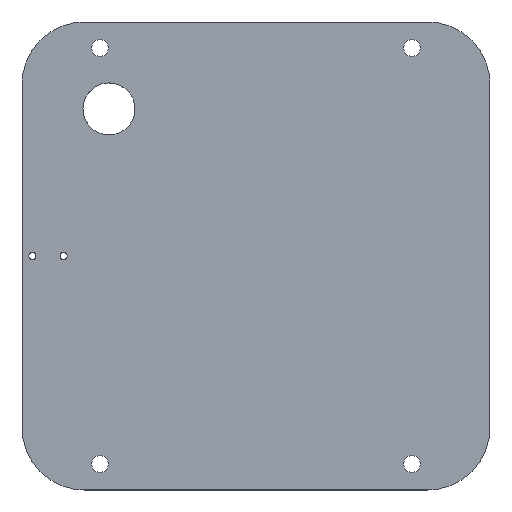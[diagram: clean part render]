
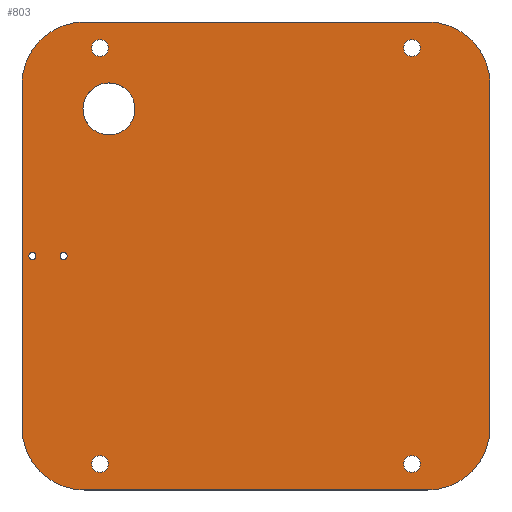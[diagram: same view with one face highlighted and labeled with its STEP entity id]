
A CAD part, top view. The second image highlights one B-rep face of the part: STEP entity #803.
In plain terms, the highlighted planar face has unit normal (0, 0, 1).
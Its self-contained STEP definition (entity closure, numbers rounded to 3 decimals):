
#149=CARTESIAN_POINT('',(-83.211,70.711,12.7));
#150=VERTEX_POINT('',#149);
#151=CARTESIAN_POINT('',(-70.711,70.711,12.7));
#152=DIRECTION('',(0.0,0.0,-1.0));
#153=DIRECTION('',(1.0,0.0,0.0));
#154=AXIS2_PLACEMENT_3D('',#151,#152,#153);
#155=CIRCLE('',#154,12.5);
#156=EDGE_CURVE('',#150,#150,#155,.T.);
#281=CARTESIAN_POINT('',(-90.8,0.,12.7));
#282=VERTEX_POINT('',#281);
#283=CARTESIAN_POINT('',(-92.5,0.,12.7));
#284=DIRECTION('',(0.0,0.0,-1.0));
#285=DIRECTION('',(-1.0,0.0,0.0));
#286=AXIS2_PLACEMENT_3D('',#283,#284,#285);
#287=CIRCLE('',#286,1.7);
#288=EDGE_CURVE('',#282,#282,#287,.T.);
#349=CARTESIAN_POINT('',(-105.8,0.,12.7));
#350=VERTEX_POINT('',#349);
#351=CARTESIAN_POINT('',(-107.5,0.,12.7));
#352=DIRECTION('',(0.0,0.0,-1.0));
#353=DIRECTION('',(-1.0,0.0,0.0));
#354=AXIS2_PLACEMENT_3D('',#351,#352,#353);
#355=CIRCLE('',#354,1.7);
#356=EDGE_CURVE('',#350,#350,#355,.T.);
#369=CARTESIAN_POINT('',(82.5,112.5,12.7));
#370=VERTEX_POINT('',#369);
#371=CARTESIAN_POINT('',(112.5,82.5,12.7));
#372=VERTEX_POINT('',#371);
#373=CARTESIAN_POINT('',(82.5,82.5,12.7));
#374=DIRECTION('',(0.0,0.0,-1.0));
#375=DIRECTION('',(0.707,0.707,0.0));
#376=AXIS2_PLACEMENT_3D('',#373,#374,#375);
#377=CIRCLE('',#376,30.0);
#378=EDGE_CURVE('',#370,#372,#377,.T.);
#529=CARTESIAN_POINT('',(112.5,-82.5,12.7));
#530=VERTEX_POINT('',#529);
#531=CARTESIAN_POINT('',(112.5,-82.5,12.7));
#532=DIRECTION('',(0.0,1.0,0.0));
#533=VECTOR('',#532,165.0);
#534=LINE('',#531,#533);
#535=EDGE_CURVE('',#530,#372,#534,.T.);
#552=CARTESIAN_POINT('',(82.5,-112.5,12.7));
#553=VERTEX_POINT('',#552);
#554=CARTESIAN_POINT('',(82.5,-82.5,12.7));
#555=DIRECTION('',(0.0,0.0,-1.0));
#556=DIRECTION('',(0.707,-0.707,0.0));
#557=AXIS2_PLACEMENT_3D('',#554,#555,#556);
#558=CIRCLE('',#557,30.0);
#559=EDGE_CURVE('',#530,#553,#558,.T.);
#577=CARTESIAN_POINT('',(-112.5,82.5,12.7));
#578=VERTEX_POINT('',#577);
#579=CARTESIAN_POINT('',(-82.5,112.5,12.7));
#580=VERTEX_POINT('',#579);
#581=CARTESIAN_POINT('',(-82.5,82.5,12.7));
#582=DIRECTION('',(0.0,0.0,-1.0));
#583=DIRECTION('',(-0.707,0.707,0.0));
#584=AXIS2_PLACEMENT_3D('',#581,#582,#583);
#585=CIRCLE('',#584,30.0);
#586=EDGE_CURVE('',#578,#580,#585,.T.);
#611=CARTESIAN_POINT('',(-112.5,-82.5,12.7));
#612=VERTEX_POINT('',#611);
#619=CARTESIAN_POINT('',(-112.5,82.5,12.7));
#620=DIRECTION('',(0.0,-1.0,0.0));
#621=VECTOR('',#620,165.0);
#622=LINE('',#619,#621);
#623=EDGE_CURVE('',#578,#612,#622,.T.);
#633=CARTESIAN_POINT('',(-82.5,-112.5,12.7));
#634=VERTEX_POINT('',#633);
#635=CARTESIAN_POINT('',(-82.5,-82.5,12.7));
#636=DIRECTION('',(0.0,0.0,-1.0));
#637=DIRECTION('',(-0.707,-0.707,0.0));
#638=AXIS2_PLACEMENT_3D('',#635,#636,#637);
#639=CIRCLE('',#638,30.0);
#640=EDGE_CURVE('',#634,#612,#639,.T.);
#658=CARTESIAN_POINT('',(79.05,100.0,12.7));
#659=VERTEX_POINT('',#658);
#660=CARTESIAN_POINT('',(75.0,100.0,12.7));
#661=DIRECTION('',(0.0,0.0,-1.0));
#662=DIRECTION('',(-1.0,0.0,0.0));
#663=AXIS2_PLACEMENT_3D('',#660,#661,#662);
#664=CIRCLE('',#663,4.05);
#665=EDGE_CURVE('',#659,#659,#664,.T.);
#678=CARTESIAN_POINT('',(-70.95,100.0,12.7));
#679=VERTEX_POINT('',#678);
#680=CARTESIAN_POINT('',(-75.0,100.0,12.7));
#681=DIRECTION('',(0.0,0.0,-1.0));
#682=DIRECTION('',(-1.0,0.0,0.0));
#683=AXIS2_PLACEMENT_3D('',#680,#681,#682);
#684=CIRCLE('',#683,4.05);
#685=EDGE_CURVE('',#679,#679,#684,.T.);
#698=CARTESIAN_POINT('',(79.05,-100.0,12.7));
#699=VERTEX_POINT('',#698);
#700=CARTESIAN_POINT('',(75.0,-100.0,12.7));
#701=DIRECTION('',(0.0,0.0,-1.0));
#702=DIRECTION('',(-1.0,0.0,0.0));
#703=AXIS2_PLACEMENT_3D('',#700,#701,#702);
#704=CIRCLE('',#703,4.05);
#705=EDGE_CURVE('',#699,#699,#704,.T.);
#718=CARTESIAN_POINT('',(-70.95,-100.0,12.7));
#719=VERTEX_POINT('',#718);
#720=CARTESIAN_POINT('',(-75.0,-100.0,12.7));
#721=DIRECTION('',(0.0,0.0,-1.0));
#722=DIRECTION('',(-1.0,0.0,0.0));
#723=AXIS2_PLACEMENT_3D('',#720,#721,#722);
#724=CIRCLE('',#723,4.05);
#725=EDGE_CURVE('',#719,#719,#724,.T.);
#739=CARTESIAN_POINT('',(-82.5,-112.5,12.7));
#740=DIRECTION('',(1.0,0.0,0.0));
#741=VECTOR('',#740,165.0);
#742=LINE('',#739,#741);
#743=EDGE_CURVE('',#634,#553,#742,.T.);
#758=CARTESIAN_POINT('',(82.5,112.5,12.7));
#759=DIRECTION('',(-1.0,0.0,0.0));
#760=VECTOR('',#759,165.0);
#761=LINE('',#758,#760);
#762=EDGE_CURVE('',#370,#580,#761,.T.);
#767=CARTESIAN_POINT('',(0.0,0.0,12.7));
#768=DIRECTION('',(0.0,0.0,1.0));
#769=DIRECTION('',(1.0,0.0,0.0));
#770=AXIS2_PLACEMENT_3D('',#767,#768,#769);
#771=PLANE('',#770);
#772=ORIENTED_EDGE('',*,*,#378,.F.);
#773=ORIENTED_EDGE('',*,*,#762,.T.);
#774=ORIENTED_EDGE('',*,*,#586,.F.);
#775=ORIENTED_EDGE('',*,*,#623,.T.);
#776=ORIENTED_EDGE('',*,*,#640,.F.);
#777=ORIENTED_EDGE('',*,*,#743,.T.);
#778=ORIENTED_EDGE('',*,*,#559,.F.);
#779=ORIENTED_EDGE('',*,*,#535,.T.);
#780=EDGE_LOOP('',(#772,#773,#774,#775,#776,#777,#778,#779));
#781=FACE_OUTER_BOUND('',#780,.T.);
#782=ORIENTED_EDGE('',*,*,#156,.T.);
#783=EDGE_LOOP('',(#782));
#784=FACE_BOUND('',#783,.T.);
#785=ORIENTED_EDGE('',*,*,#288,.T.);
#786=EDGE_LOOP('',(#785));
#787=FACE_BOUND('',#786,.T.);
#788=ORIENTED_EDGE('',*,*,#356,.T.);
#789=EDGE_LOOP('',(#788));
#790=FACE_BOUND('',#789,.T.);
#791=ORIENTED_EDGE('',*,*,#665,.T.);
#792=EDGE_LOOP('',(#791));
#793=FACE_BOUND('',#792,.T.);
#794=ORIENTED_EDGE('',*,*,#685,.T.);
#795=EDGE_LOOP('',(#794));
#796=FACE_BOUND('',#795,.T.);
#797=ORIENTED_EDGE('',*,*,#705,.T.);
#798=EDGE_LOOP('',(#797));
#799=FACE_BOUND('',#798,.T.);
#800=ORIENTED_EDGE('',*,*,#725,.T.);
#801=EDGE_LOOP('',(#800));
#802=FACE_BOUND('',#801,.T.);
#803=ADVANCED_FACE('',(#781,#784,#787,#790,#793,#796,#799,#802),#771,.T.);
